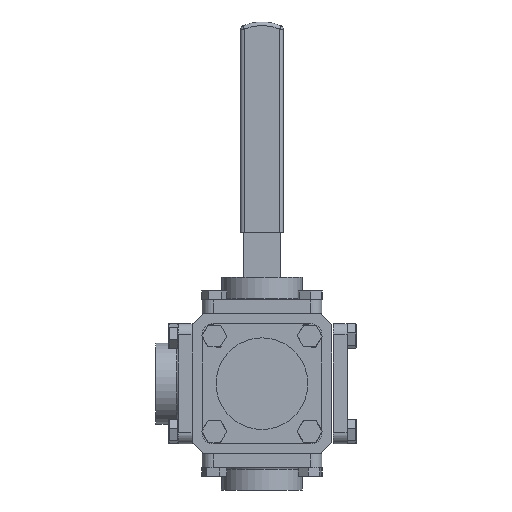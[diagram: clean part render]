
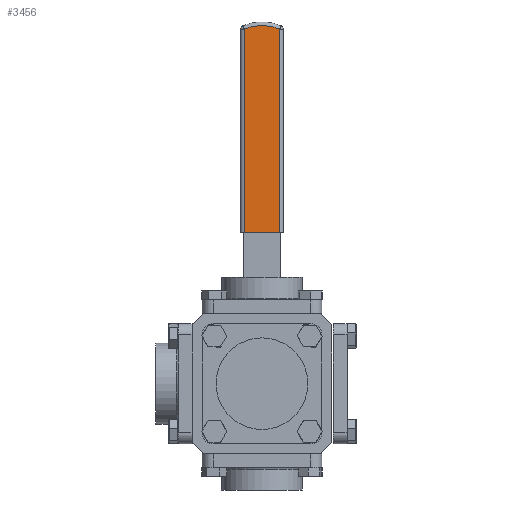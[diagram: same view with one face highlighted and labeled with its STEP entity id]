
A CAD part, front view. The second image highlights one B-rep face of the part: STEP entity #3456.
In plain terms, the highlighted planar face has unit normal (0, -1, 0).
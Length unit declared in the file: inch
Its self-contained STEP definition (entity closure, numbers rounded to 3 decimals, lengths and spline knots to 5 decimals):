
#561 = CARTESIAN_POINT ( 'NONE',  ( 0.6025, 5.82, 12.14826 ) ) ;
#2403 = CARTESIAN_POINT ( 'NONE',  ( 0., 5.82, 10.72041 ) ) ;
#2767 = DIRECTION ( 'NONE',  ( 0., 0., 1. ) ) ;
#3456 = ADVANCED_FACE ( 'NONE', ( #15149 ), #3963, .F. ) ;
#3493 = CARTESIAN_POINT ( 'NONE',  ( -0.7275, 5.82, 5.14826 ) ) ;
#3963 = PLANE ( 'NONE',  #10856 ) ;
#4255 = VECTOR ( 'NONE', #8215, 39.37008 ) ;
#4729 = LINE ( 'NONE', #3493, #9927 ) ;
#5524 = CARTESIAN_POINT ( 'NONE',  ( 0.6025, 5.82, 5.14826 ) ) ;
#5601 = CARTESIAN_POINT ( 'NONE',  ( -0.6025, 5.82, 12.06949 ) ) ;
#5995 = EDGE_CURVE ( 'NONE', #27126, #21993, #4729, .T. ) ;
#7047 = EDGE_CURVE ( 'NONE', #10298, #22111, #27778, .T. ) ;
#8215 = DIRECTION ( 'NONE',  ( 0., 0., -1. ) ) ;
#8441 = CARTESIAN_POINT ( 'NONE',  ( -0.6025, 5.82, 5.14826 ) ) ;
#9262 = DIRECTION ( 'NONE',  ( 0., -1., 0. ) ) ;
#9900 = ORIENTED_EDGE ( 'NONE', *, *, #5995, .F. ) ;
#9927 = VECTOR ( 'NONE', #16544, 39.37008 ) ;
#10298 = VERTEX_POINT ( 'NONE', #24821 ) ;
#10856 = AXIS2_PLACEMENT_3D ( 'NONE', #2403, #26368, #12843 ) ;
#11833 = VECTOR ( 'NONE', #2767, 39.37008 ) ;
#12299 = ORIENTED_EDGE ( 'NONE', *, *, #7047, .T. ) ;
#12843 = DIRECTION ( 'NONE',  ( -1., 0., 0. ) ) ;
#13586 = CARTESIAN_POINT ( 'NONE',  ( -0.6025, 5.82, 5.14826 ) ) ;
#13633 = LINE ( 'NONE', #561, #11833 ) ;
#13825 = ORIENTED_EDGE ( 'NONE', *, *, #26960, .T. ) ;
#15149 = FACE_OUTER_BOUND ( 'NONE', #18393, .T. ) ;
#16544 = DIRECTION ( 'NONE',  ( -1., 0., 0. ) ) ;
#18027 = DIRECTION ( 'NONE',  ( -1., 0., 0. ) ) ;
#18393 = EDGE_LOOP ( 'NONE', ( #9900, #20324, #12299, #13825 ) ) ;
#20185 = CARTESIAN_POINT ( 'NONE',  ( 0., 5.82, 10.72041 ) ) ;
#20323 = EDGE_CURVE ( 'NONE', #27126, #10298, #13633, .T. ) ;
#20324 = ORIENTED_EDGE ( 'NONE', *, *, #20323, .T. ) ;
#21512 = LINE ( 'NONE', #8441, #4255 ) ;
#21993 = VERTEX_POINT ( 'NONE', #13586 ) ;
#22111 = VERTEX_POINT ( 'NONE', #5601 ) ;
#22726 = AXIS2_PLACEMENT_3D ( 'NONE', #20185, #9262, #18027 ) ;
#24821 = CARTESIAN_POINT ( 'NONE',  ( 0.6025, 5.82, 12.06949 ) ) ;
#26368 = DIRECTION ( 'NONE',  ( 0., 1., 0. ) ) ;
#26960 = EDGE_CURVE ( 'NONE', #22111, #21993, #21512, .T. ) ;
#27126 = VERTEX_POINT ( 'NONE', #5524 ) ;
#27778 = CIRCLE ( 'NONE', #22726, 1.4775 ) ;
